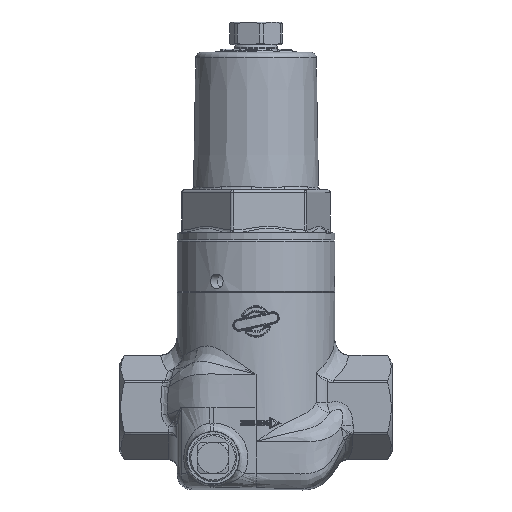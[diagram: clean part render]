
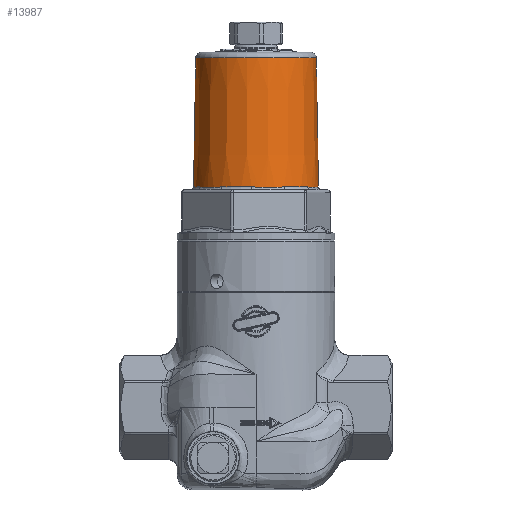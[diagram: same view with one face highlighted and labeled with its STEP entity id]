
A CAD part, top view. The second image highlights one B-rep face of the part: STEP entity #13987.
In plain terms, the highlighted conical face has half-angle 1 degrees and reference radius 21.55 mm.
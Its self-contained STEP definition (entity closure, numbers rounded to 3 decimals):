
#794=B_SPLINE_CURVE_WITH_KNOTS($,3,(#21503,#21504,#21505,#21506,#21507,
#21508),.UNSPECIFIED.,.F.,.F.,(4,1,1,4),(-3.142,-1.346,
0.449,3.142),.UNSPECIFIED.);
#796=B_SPLINE_CURVE_WITH_KNOTS($,3,(#21554,#21555,#21556,#21557,#21558,
#21559),.UNSPECIFIED.,.F.,.F.,(4,1,1,4),(-3.142,-1.346,
0.449,3.142),.UNSPECIFIED.);
#798=B_SPLINE_CURVE_WITH_KNOTS($,3,(#21605,#21606,#21607,#21608,#21609,
#21610),.UNSPECIFIED.,.F.,.F.,(4,1,1,4),(-3.142,-1.346,
0.449,3.142),.UNSPECIFIED.);
#800=B_SPLINE_CURVE_WITH_KNOTS($,3,(#21656,#21657,#21658,#21659,#21660,
#21661),.UNSPECIFIED.,.F.,.F.,(4,1,1,4),(-3.142,-1.346,
0.449,3.142),.UNSPECIFIED.);
#802=B_SPLINE_CURVE_WITH_KNOTS($,3,(#21707,#21708,#21709,#21710,#21711,
#21712),.UNSPECIFIED.,.F.,.F.,(4,1,1,4),(-3.142,-1.346,
0.449,3.142),.UNSPECIFIED.);
#804=B_SPLINE_CURVE_WITH_KNOTS($,3,(#21755,#21756,#21757,#21758,#21759,
#21760),.UNSPECIFIED.,.F.,.F.,(4,1,1,4),(-3.142,-1.346,
0.449,3.142),.UNSPECIFIED.);
#2896=FACE_BOUND($,#4038,.T.);
#3124=FACE_OUTER_BOUND($,#4037,.T.);
#4037=EDGE_LOOP($,(#9583));
#4038=EDGE_LOOP($,(#9584,#9585,#9586,#9587,#9588,#9589,#9590,#9591,#9592,
#9593,#9594,#9595));
#4846=CIRCLE($,#14891,21.821);
#4850=CIRCLE($,#14896,21.821);
#4854=CIRCLE($,#14901,21.821);
#4858=CIRCLE($,#14906,21.821);
#4862=CIRCLE($,#14911,21.821);
#4866=CIRCLE($,#14916,21.821);
#4873=CIRCLE($,#14932,21.034);
#5537=VERTEX_POINT($,#21462);
#5540=VERTEX_POINT($,#21467);
#5542=VERTEX_POINT($,#21501);
#5544=VERTEX_POINT($,#21518);
#5546=VERTEX_POINT($,#21552);
#5548=VERTEX_POINT($,#21569);
#5550=VERTEX_POINT($,#21603);
#5552=VERTEX_POINT($,#21620);
#5554=VERTEX_POINT($,#21654);
#5556=VERTEX_POINT($,#21671);
#5558=VERTEX_POINT($,#21705);
#5560=VERTEX_POINT($,#21722);
#5573=VERTEX_POINT($,#21808);
#6991=EDGE_CURVE($,#5540,#5537,#4846,.T.);
#6993=EDGE_CURVE($,#5542,#5540,#794,.T.);
#6997=EDGE_CURVE($,#5544,#5542,#4850,.T.);
#6999=EDGE_CURVE($,#5546,#5544,#796,.T.);
#7003=EDGE_CURVE($,#5548,#5546,#4854,.T.);
#7005=EDGE_CURVE($,#5550,#5548,#798,.T.);
#7009=EDGE_CURVE($,#5552,#5550,#4858,.T.);
#7011=EDGE_CURVE($,#5554,#5552,#800,.T.);
#7015=EDGE_CURVE($,#5556,#5554,#4862,.T.);
#7017=EDGE_CURVE($,#5558,#5556,#802,.T.);
#7021=EDGE_CURVE($,#5560,#5558,#4866,.T.);
#7022=EDGE_CURVE($,#5537,#5560,#804,.T.);
#7044=EDGE_CURVE($,#5573,#5573,#4873,.T.);
#9583=ORIENTED_EDGE($,*,*,#7044,.F.);
#9584=ORIENTED_EDGE($,*,*,#6991,.F.);
#9585=ORIENTED_EDGE($,*,*,#6993,.F.);
#9586=ORIENTED_EDGE($,*,*,#6997,.F.);
#9587=ORIENTED_EDGE($,*,*,#6999,.F.);
#9588=ORIENTED_EDGE($,*,*,#7003,.F.);
#9589=ORIENTED_EDGE($,*,*,#7005,.F.);
#9590=ORIENTED_EDGE($,*,*,#7009,.F.);
#9591=ORIENTED_EDGE($,*,*,#7011,.F.);
#9592=ORIENTED_EDGE($,*,*,#7015,.F.);
#9593=ORIENTED_EDGE($,*,*,#7017,.F.);
#9594=ORIENTED_EDGE($,*,*,#7021,.F.);
#9595=ORIENTED_EDGE($,*,*,#7022,.F.);
#12916=CONICAL_SURFACE($,#14931,21.55,1.);
#13987=ADVANCED_FACE($,(#3124,#2896),#12916,.T.);
#14891=AXIS2_PLACEMENT_3D($,#21469,#16191,#16192);
#14896=AXIS2_PLACEMENT_3D($,#21520,#16201,#16202);
#14901=AXIS2_PLACEMENT_3D($,#21571,#16211,#16212);
#14906=AXIS2_PLACEMENT_3D($,#21622,#16221,#16222);
#14911=AXIS2_PLACEMENT_3D($,#21673,#16231,#16232);
#14916=AXIS2_PLACEMENT_3D($,#21724,#16241,#16242);
#14931=AXIS2_PLACEMENT_3D($,#21807,#16285,#16286);
#14932=AXIS2_PLACEMENT_3D($,#21809,#16287,#16288);
#16191=DIRECTION('center_axis',(0.,-1.,0.));
#16192=DIRECTION('ref_axis',(-0.199,0.,
-0.98));
#16201=DIRECTION('center_axis',(0.,-1.,0.));
#16202=DIRECTION('ref_axis',(-0.199,0.,
-0.98));
#16211=DIRECTION('center_axis',(0.,-1.,0.));
#16212=DIRECTION('ref_axis',(-0.199,0.,
-0.98));
#16221=DIRECTION('center_axis',(0.,-1.,0.));
#16222=DIRECTION('ref_axis',(-0.199,0.,
-0.98));
#16231=DIRECTION('center_axis',(0.,-1.,0.));
#16232=DIRECTION('ref_axis',(-0.199,0.,
-0.98));
#16241=DIRECTION('center_axis',(0.,-1.,0.));
#16242=DIRECTION('ref_axis',(-0.199,0.,
-0.98));
#16285=DIRECTION('center_axis',(0.,-1.,0.));
#16286=DIRECTION('ref_axis',(-0.199,0.,
-0.98));
#16287=DIRECTION('center_axis',(0.,1.,0.));
#16288=DIRECTION('ref_axis',(0.199,0.,0.98));
#21462=CARTESIAN_POINT('',(9.86,76.983,19.466));
#21467=CARTESIAN_POINT('',(18.099,76.983,12.189));
#21469=CARTESIAN_POINT('Origin',(0.,76.983,
0.));
#21501=CARTESIAN_POINT('',(21.788,76.983,1.194));
#21503=CARTESIAN_POINT('Ctrl Pts',(21.788,76.983,1.194));
#21504=CARTESIAN_POINT('Ctrl Pts',(21.727,76.983,2.311));
#21505=CARTESIAN_POINT('Ctrl Pts',(21.435,76.847,4.532));
#21506=CARTESIAN_POINT('Ctrl Pts',(20.331,76.749,8.303));
#21507=CARTESIAN_POINT('Ctrl Pts',(19.036,76.983,10.797));
#21508=CARTESIAN_POINT('Ctrl Pts',(18.099,76.983,12.189));
#21518=CARTESIAN_POINT('',(19.606,76.983,-9.579));
#21520=CARTESIAN_POINT('Origin',(0.,76.983,
0.));
#21552=CARTESIAN_POINT('',(11.928,76.983,-18.272));
#21554=CARTESIAN_POINT('Ctrl Pts',(11.928,76.983,-18.272));
#21555=CARTESIAN_POINT('Ctrl Pts',(12.865,76.983,-17.66));
#21556=CARTESIAN_POINT('Ctrl Pts',(14.643,76.847,-16.297));
#21557=CARTESIAN_POINT('Ctrl Pts',(17.356,76.749,-13.456));
#21558=CARTESIAN_POINT('Ctrl Pts',(18.869,76.983,-11.087));
#21559=CARTESIAN_POINT('Ctrl Pts',(19.606,76.983,-9.579));
#21569=CARTESIAN_POINT('',(1.507,76.983,-21.769));
#21571=CARTESIAN_POINT('Origin',(0.,76.983,
0.));
#21603=CARTESIAN_POINT('',(-9.86,76.983,-19.466));
#21605=CARTESIAN_POINT('Ctrl Pts',(-9.86,76.983,-19.466));
#21606=CARTESIAN_POINT('Ctrl Pts',(-8.862,76.983,-19.971));
#21607=CARTESIAN_POINT('Ctrl Pts',(-6.792,76.847,-20.83));
#21608=CARTESIAN_POINT('Ctrl Pts',(-2.975,76.749,-21.759));
#21609=CARTESIAN_POINT('Ctrl Pts',(-0.167,76.983,
-21.884));
#21610=CARTESIAN_POINT('Ctrl Pts',(1.507,76.983,-21.769));
#21620=CARTESIAN_POINT('',(-18.099,76.983,-12.189));
#21622=CARTESIAN_POINT('Origin',(0.,76.983,
0.));
#21654=CARTESIAN_POINT('',(-21.788,76.983,-1.194));
#21656=CARTESIAN_POINT('Ctrl Pts',(-21.788,76.983,-1.194));
#21657=CARTESIAN_POINT('Ctrl Pts',(-21.727,76.983,-2.311));
#21658=CARTESIAN_POINT('Ctrl Pts',(-21.435,76.847,-4.532));
#21659=CARTESIAN_POINT('Ctrl Pts',(-20.331,76.749,-8.303));
#21660=CARTESIAN_POINT('Ctrl Pts',(-19.036,76.983,-10.797));
#21661=CARTESIAN_POINT('Ctrl Pts',(-18.099,76.983,-12.189));
#21671=CARTESIAN_POINT('',(-19.606,76.983,9.579));
#21673=CARTESIAN_POINT('Origin',(0.,76.983,
0.));
#21705=CARTESIAN_POINT('',(-11.928,76.983,18.272));
#21707=CARTESIAN_POINT('Ctrl Pts',(-11.928,76.983,18.272));
#21708=CARTESIAN_POINT('Ctrl Pts',(-12.865,76.983,17.66));
#21709=CARTESIAN_POINT('Ctrl Pts',(-14.643,76.847,16.297));
#21710=CARTESIAN_POINT('Ctrl Pts',(-17.356,76.749,13.456));
#21711=CARTESIAN_POINT('Ctrl Pts',(-18.869,76.983,11.087));
#21712=CARTESIAN_POINT('Ctrl Pts',(-19.606,76.983,9.579));
#21722=CARTESIAN_POINT('',(-1.507,76.983,21.769));
#21724=CARTESIAN_POINT('Origin',(0.,76.983,
0.));
#21755=CARTESIAN_POINT('Ctrl Pts',(9.86,76.983,19.466));
#21756=CARTESIAN_POINT('Ctrl Pts',(8.862,76.983,19.971));
#21757=CARTESIAN_POINT('Ctrl Pts',(6.792,76.847,20.83));
#21758=CARTESIAN_POINT('Ctrl Pts',(2.975,76.749,21.759));
#21759=CARTESIAN_POINT('Ctrl Pts',(0.167,76.983,21.884));
#21760=CARTESIAN_POINT('Ctrl Pts',(-1.507,76.983,21.769));
#21807=CARTESIAN_POINT('Origin',(0.,92.5,0.));
#21808=CARTESIAN_POINT('',(-4.176,122.069,-20.615));
#21809=CARTESIAN_POINT('Origin',(0.,122.069,
0.));
